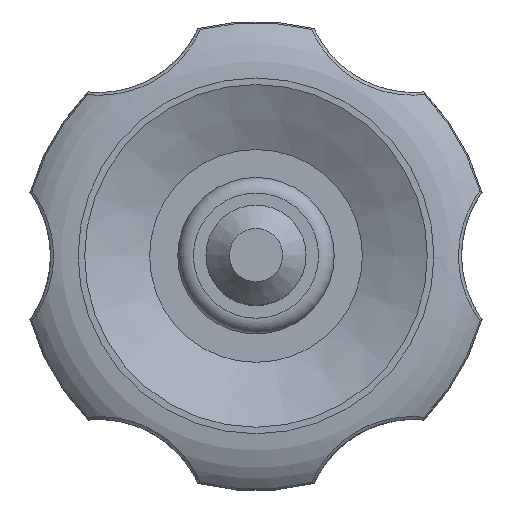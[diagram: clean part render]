
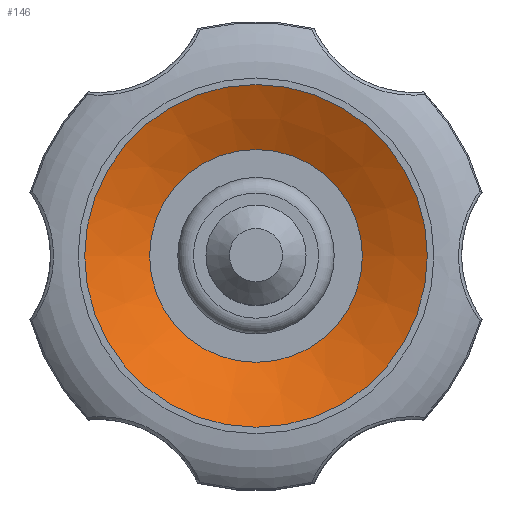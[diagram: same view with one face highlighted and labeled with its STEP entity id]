
A CAD part, top view. The second image highlights one B-rep face of the part: STEP entity #146.
In plain terms, the highlighted conical face has half-angle 64.269 degrees and reference radius 10.95 mm.
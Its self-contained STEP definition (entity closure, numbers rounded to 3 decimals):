
#146 = ADVANCED_FACE( '', ( #323, #324 ), #325, .F. );
#323 = FACE_BOUND( '', #861, .T. );
#324 = FACE_OUTER_BOUND( '', #862, .T. );
#325 = CONICAL_SURFACE( '', #863, 10.95, 1.122 );
#861 = EDGE_LOOP( '', ( #1795 ) );
#862 = EDGE_LOOP( '', ( #1796 ) );
#863 = AXIS2_PLACEMENT_3D( '', #1797, #1798, #1799 );
#1795 = ORIENTED_EDGE( '', *, *, #2214, .F. );
#1796 = ORIENTED_EDGE( '', *, *, #2205, .T. );
#1797 = CARTESIAN_POINT( '', ( 0., 0., 24. ) );
#1798 = DIRECTION( '', ( 0., 0., 1. ) );
#1799 = DIRECTION( '', ( 1., 0., 0. ) );
#2205 = EDGE_CURVE( '', #2468, #2468, #2469, .T. );
#2214 = EDGE_CURVE( '', #2481, #2481, #2482, .T. );
#2468 = VERTEX_POINT( '', #3861 );
#2469 = CIRCLE( '', #3862, 10.95 );
#2481 = VERTEX_POINT( '', #4006 );
#2482 = CIRCLE( '', #4007, 6.8 );
#3861 = CARTESIAN_POINT( '', ( 10.95, 0., 24. ) );
#3862 = AXIS2_PLACEMENT_3D( '', #5005, #5006, #5007 );
#4006 = CARTESIAN_POINT( '', ( 6.8, 0., 22. ) );
#4007 = AXIS2_PLACEMENT_3D( '', #5014, #5015, #5016 );
#5005 = CARTESIAN_POINT( '', ( 0., 0., 24. ) );
#5006 = DIRECTION( '', ( 0., 0., 1. ) );
#5007 = DIRECTION( '', ( 1., 0., 0. ) );
#5014 = CARTESIAN_POINT( '', ( 0., 0., 22. ) );
#5015 = DIRECTION( '', ( 0., 0., 1. ) );
#5016 = DIRECTION( '', ( 1., 0., 0. ) );
